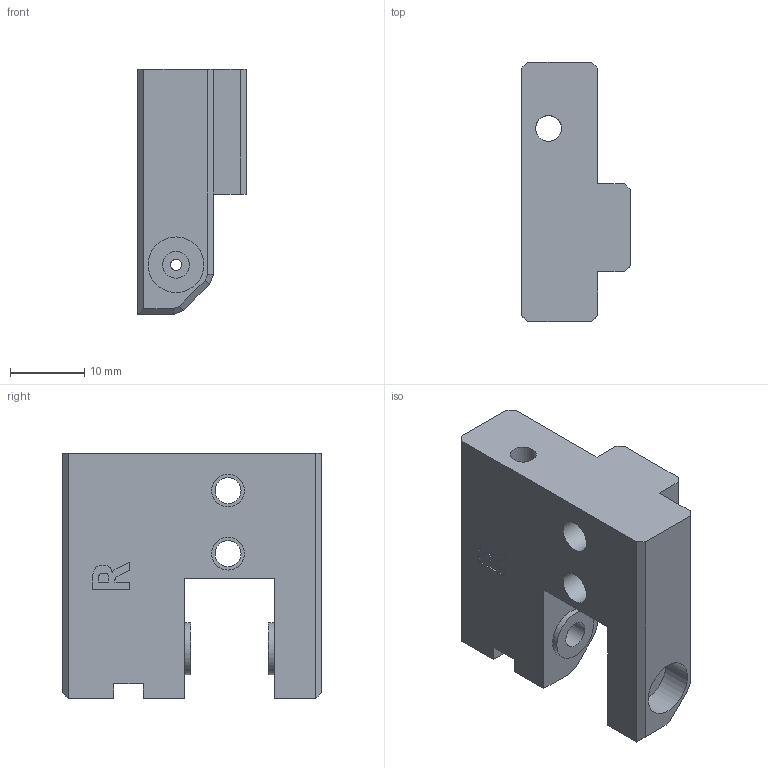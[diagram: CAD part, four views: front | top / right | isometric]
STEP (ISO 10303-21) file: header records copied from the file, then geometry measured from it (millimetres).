
FILE_DESCRIPTION(('FreeCAD Model'),'2;1');
FILE_NAME('Open CASCADE Shape Model','1974-01-01T00:00:00',(''),(''), 'Open CASCADE STEP processor 7.7','FreeCAD','Unknown');
FILE_SCHEMA(('AUTOMOTIVE_DESIGN { 1 0 10303 214 1 1 1 1 }'));
Length unit declared in the file: millimetre
Products named in the file (1): k1_tensioner_right_step
Bounding box: 14.6 x 34.9 x 33 mm (x, y, z)
Volume: 9386.2 mm3; surface area: 4589.9 mm2
Topology: 1 solids, 1 shells, 81 faces, 207 edges, 135 vertices
Faces by surface type: plane 58, extrusion 12, cylinder 11
Full cylindrical faces by diameter (mm): 1.5 x1, 3.5 x3, 3.6 x2, 4.4 x2, 7 x2, 7.5 x1
Entity records: 2616 total; most frequent: CARTESIAN_POINT 650, ORIENTED_EDGE 414, DIRECTION 354, EDGE_CURVE 207, VECTOR 168, LINE 156, VERTEX_POINT 135, FACE_BOUND 100
